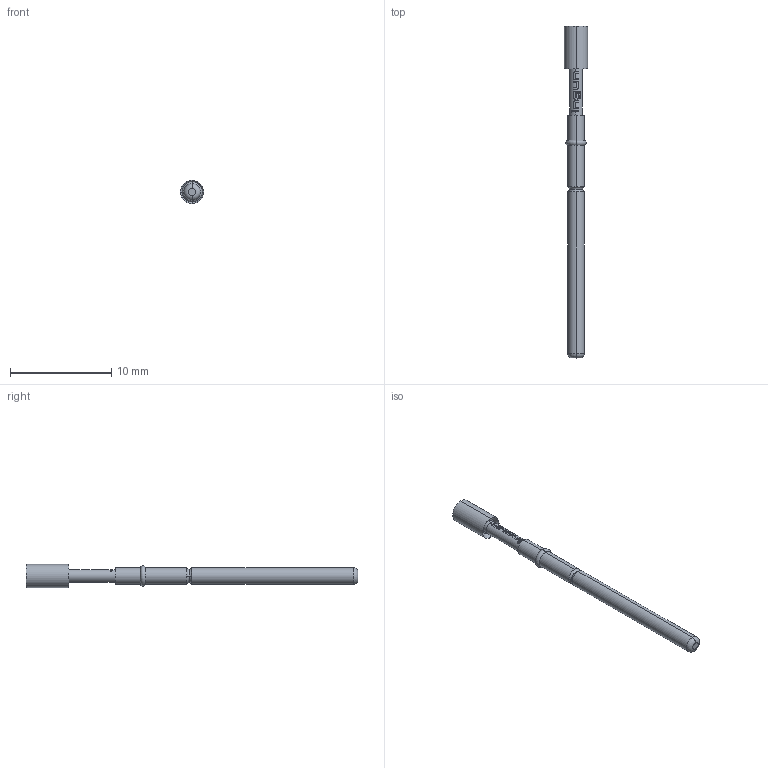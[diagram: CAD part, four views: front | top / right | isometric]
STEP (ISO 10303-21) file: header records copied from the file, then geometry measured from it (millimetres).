
FILE_DESCRIPTION (( 'STEP AP203' ), '1' );
FILE_NAME ('INGUN_GKS-912_002_230_A_xx03.STEP', '2021-09-21T10:09:31', ( 'ochi' ), ( '' ), 'SwSTEP 2.0', 'SolidWorks 2018', '' );
FILE_SCHEMA (( 'CONFIG_CONTROL_DESIGN' ));
Length unit declared in the file: millimetre
Products named in the file (1): INGUN_GKS-912_002_230_A_xx03
Bounding box: 2.3 x 32.8 x 2.3 mm (x, y, z)
Volume: 71.8 mm3; surface area: 190.8 mm2
Topology: 1 solids, 1 shells, 113 faces, 306 edges, 200 vertices
Faces by surface type: bspline 36, cylinder 33, plane 32, torus 8, cone 4
Entity records: 4700 total; most frequent: CARTESIAN_POINT 2283, ORIENTED_EDGE 612, EDGE_CURVE 306, DIRECTION 288, B_SPLINE_CURVE_WITH_KNOTS 222, VERTEX_POINT 200, AXIS2_PLACEMENT_3D 126, EDGE_LOOP 118
